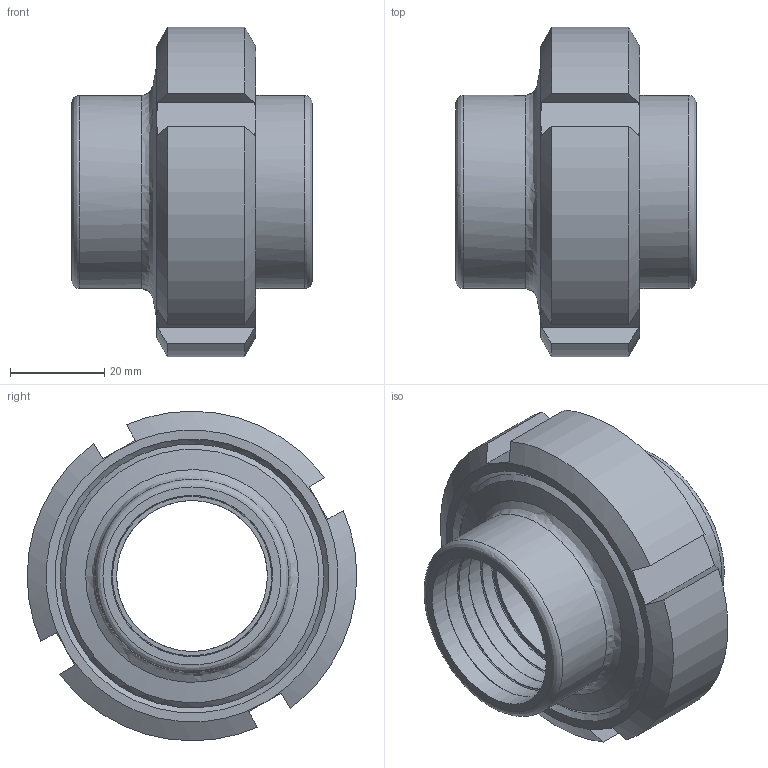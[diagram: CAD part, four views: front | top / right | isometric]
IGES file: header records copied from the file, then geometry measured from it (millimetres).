
Global section: file name: 20124032000; native system: Autodesk Inventor 2015; preprocessor: unknown; author: Struska Martin; date: 20160304.090543; units: millimetre
Bounding box: 51 x 70 x 70 mm (x, y, z)
Volume: 66212.4 mm3; surface area: 26255.6 mm2
Topology: 1 solids, 2 shells, 84 faces, 240 edges, 174 vertices
Faces by surface type: bspline 84
